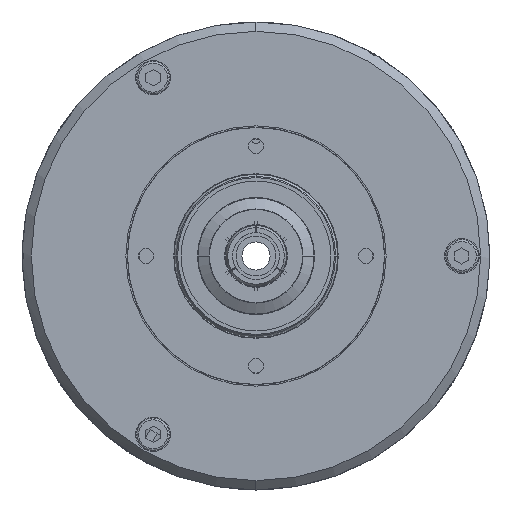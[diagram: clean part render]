
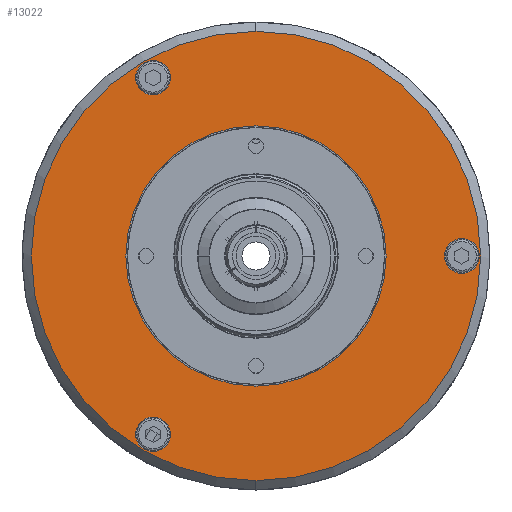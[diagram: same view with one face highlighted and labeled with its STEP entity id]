
A CAD part, left-side view. The second image highlights one B-rep face of the part: STEP entity #13022.
In plain terms, the highlighted planar face has unit normal (-1, 0, 0).
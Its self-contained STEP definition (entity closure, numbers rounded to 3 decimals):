
#817 = DIRECTION ( 'NONE',  ( 0., 0., 1. ) ) ;
#844 = DIRECTION ( 'NONE',  ( 0., 0., 1. ) ) ;
#866 = FACE_BOUND ( 'NONE', #5771, .T. ) ;
#899 = FACE_BOUND ( 'NONE', #5127, .T. ) ;
#916 = DIRECTION ( 'NONE',  ( -1., 0., 0. ) ) ;
#930 = FACE_OUTER_BOUND ( 'NONE', #5866, .T. ) ;
#945 = FACE_BOUND ( 'NONE', #5873, .T. ) ;
#952 = FACE_BOUND ( 'NONE', #5861, .T. ) ;
#1135 = CARTESIAN_POINT ( 'NONE',  ( -239., -44., 0. ) ) ;
#1322 = CARTESIAN_POINT ( 'NONE',  ( -239., 0., 0. ) ) ;
#1340 = DIRECTION ( 'NONE',  ( -1., 0., 0. ) ) ;
#1388 = CARTESIAN_POINT ( 'NONE',  ( -239., 22., -38.105 ) ) ;
#1411 = DIRECTION ( 'NONE',  ( -1., 0., 0. ) ) ;
#1425 = CARTESIAN_POINT ( 'NONE',  ( -239., 22., -38.105 ) ) ;
#1465 = DIRECTION ( 'NONE',  ( -1., 0., 0. ) ) ;
#1467 = CARTESIAN_POINT ( 'NONE',  ( -239., 22., 38.105 ) ) ;
#1483 = DIRECTION ( 'NONE',  ( 0., 0., 1. ) ) ;
#1501 = DIRECTION ( 'NONE',  ( 0., 0., 1. ) ) ;
#1591 = DIRECTION ( 'NONE',  ( 0., 0., 1. ) ) ;
#1594 = DIRECTION ( 'NONE',  ( -1., 0., 0. ) ) ;
#1684 = CARTESIAN_POINT ( 'NONE',  ( -239., 0., 0. ) ) ;
#1723 = DIRECTION ( 'NONE',  ( -1., 0., 0. ) ) ;
#1727 = DIRECTION ( 'NONE',  ( 0., 0., 1. ) ) ;
#1744 = CARTESIAN_POINT ( 'NONE',  ( -239., -44., 0. ) ) ;
#1746 = DIRECTION ( 'NONE',  ( 0., 0., 1. ) ) ;
#1748 = DIRECTION ( 'NONE',  ( -1., 0., 0. ) ) ;
#1767 = DIRECTION ( 'NONE',  ( 0., 0., 1. ) ) ;
#1923 = CARTESIAN_POINT ( 'NONE',  ( -239., 22., 38.105 ) ) ;
#2172 = DIRECTION ( 'NONE',  ( -1., 0., 0. ) ) ;
#5127 = EDGE_LOOP ( 'NONE', ( #14565, #14448 ) ) ;
#5324 = DIRECTION ( 'NONE',  ( 0., 0., -1. ) ) ;
#5328 = CARTESIAN_POINT ( 'NONE',  ( -239., 27.8, 0. ) ) ;
#5334 = DIRECTION ( 'NONE',  ( 1., 0., 0. ) ) ;
#5336 = PLANE ( 'NONE',  #6882 ) ;
#5771 = EDGE_LOOP ( 'NONE', ( #14511, #14358 ) ) ;
#5861 = EDGE_LOOP ( 'NONE', ( #14520, #14363 ) ) ;
#5866 = EDGE_LOOP ( 'NONE', ( #14848, #14223 ) ) ;
#5873 = EDGE_LOOP ( 'NONE', ( #14530, #14486 ) ) ;
#6882 = AXIS2_PLACEMENT_3D ( 'NONE', #5328, #5334, #5324 ) ;
#8080 = DIRECTION ( 'NONE',  ( 0., 0., 1. ) ) ;
#8085 = CARTESIAN_POINT ( 'NONE',  ( -239., 0., 0. ) ) ;
#8086 = DIRECTION ( 'NONE',  ( -1., 0., 0. ) ) ;
#8245 = DIRECTION ( 'NONE',  ( -1., 0., 0. ) ) ;
#8246 = DIRECTION ( 'NONE',  ( 0., 0., 1. ) ) ;
#8357 = CARTESIAN_POINT ( 'NONE',  ( -239., 0., 0. ) ) ;
#10308 = AXIS2_PLACEMENT_3D ( 'NONE', #8357, #8245, #8246 ) ;
#10454 = AXIS2_PLACEMENT_3D ( 'NONE', #8085, #8086, #8080 ) ;
#11037 = CIRCLE ( 'NONE', #18173, 3.7 ) ;
#11042 = CIRCLE ( 'NONE', #17769, 3.7 ) ;
#11094 = CIRCLE ( 'NONE', #18345, 3.7 ) ;
#11164 = CIRCLE ( 'NONE', #17331, 48. ) ;
#11375 = CIRCLE ( 'NONE', #18541, 3.7 ) ;
#11403 = CIRCLE ( 'NONE', #17601, 27.8 ) ;
#11436 = CIRCLE ( 'NONE', #17710, 3.7 ) ;
#12081 = CIRCLE ( 'NONE', #17058, 3.7 ) ;
#12757 = EDGE_CURVE ( 'NONE', #20773, #20804, #11375, .T. ) ;
#12762 = EDGE_CURVE ( 'NONE', #20892, #20816, #11436, .T. ) ;
#12764 = EDGE_CURVE ( 'NONE', #20730, #20815, #11164, .T. ) ;
#12776 = EDGE_CURVE ( 'NONE', #20045, #20732, #11094, .T. ) ;
#12784 = EDGE_CURVE ( 'NONE', #20801, #20889, #11403, .T. ) ;
#12799 = EDGE_CURVE ( 'NONE', #20804, #20773, #12081, .T. ) ;
#12801 = EDGE_CURVE ( 'NONE', #20732, #20045, #11037, .T. ) ;
#12806 = EDGE_CURVE ( 'NONE', #20816, #20892, #11042, .T. ) ;
#13022 = ADVANCED_FACE ( 'NONE', ( #899, #952, #866, #945, #930 ), #5336, .F. ) ;
#14223 = ORIENTED_EDGE ( 'NONE', *, *, #17535, .T. ) ;
#14358 = ORIENTED_EDGE ( 'NONE', *, *, #12762, .F. ) ;
#14363 = ORIENTED_EDGE ( 'NONE', *, *, #12757, .F. ) ;
#14448 = ORIENTED_EDGE ( 'NONE', *, *, #17499, .F. ) ;
#14486 = ORIENTED_EDGE ( 'NONE', *, *, #12776, .F. ) ;
#14511 = ORIENTED_EDGE ( 'NONE', *, *, #12806, .F. ) ;
#14520 = ORIENTED_EDGE ( 'NONE', *, *, #12799, .F. ) ;
#14530 = ORIENTED_EDGE ( 'NONE', *, *, #12801, .F. ) ;
#14565 = ORIENTED_EDGE ( 'NONE', *, *, #12784, .F. ) ;
#14848 = ORIENTED_EDGE ( 'NONE', *, *, #12764, .T. ) ;
#16374 = CIRCLE ( 'NONE', #10308, 27.8 ) ;
#16879 = CIRCLE ( 'NONE', #10454, 48. ) ;
#17058 = AXIS2_PLACEMENT_3D ( 'NONE', #1135, #916, #844 ) ;
#17331 = AXIS2_PLACEMENT_3D ( 'NONE', #1322, #1411, #1501 ) ;
#17499 = EDGE_CURVE ( 'NONE', #20889, #20801, #16374, .T. ) ;
#17535 = EDGE_CURVE ( 'NONE', #20815, #20730, #16879, .T. ) ;
#17601 = AXIS2_PLACEMENT_3D ( 'NONE', #1684, #1594, #1767 ) ;
#17710 = AXIS2_PLACEMENT_3D ( 'NONE', #1467, #1465, #1483 ) ;
#17769 = AXIS2_PLACEMENT_3D ( 'NONE', #1923, #1723, #1727 ) ;
#18173 = AXIS2_PLACEMENT_3D ( 'NONE', #1425, #2172, #817 ) ;
#18345 = AXIS2_PLACEMENT_3D ( 'NONE', #1388, #1340, #1591 ) ;
#18541 = AXIS2_PLACEMENT_3D ( 'NONE', #1744, #1748, #1746 ) ;
#20045 = VERTEX_POINT ( 'NONE', #21593 ) ;
#20730 = VERTEX_POINT ( 'NONE', #21557 ) ;
#20732 = VERTEX_POINT ( 'NONE', #21711 ) ;
#20773 = VERTEX_POINT ( 'NONE', #21271 ) ;
#20801 = VERTEX_POINT ( 'NONE', #22114 ) ;
#20804 = VERTEX_POINT ( 'NONE', #21278 ) ;
#20815 = VERTEX_POINT ( 'NONE', #21394 ) ;
#20816 = VERTEX_POINT ( 'NONE', #21380 ) ;
#20889 = VERTEX_POINT ( 'NONE', #22022 ) ;
#20892 = VERTEX_POINT ( 'NONE', #21793 ) ;
#21271 = CARTESIAN_POINT ( 'NONE',  ( -239., -44., -3.7 ) ) ;
#21278 = CARTESIAN_POINT ( 'NONE',  ( -239., -44., 3.7 ) ) ;
#21380 = CARTESIAN_POINT ( 'NONE',  ( -239., 22., 41.805 ) ) ;
#21394 = CARTESIAN_POINT ( 'NONE',  ( -239., 0., 48. ) ) ;
#21557 = CARTESIAN_POINT ( 'NONE',  ( -239., 0., -48. ) ) ;
#21593 = CARTESIAN_POINT ( 'NONE',  ( -239., 22., -41.805 ) ) ;
#21711 = CARTESIAN_POINT ( 'NONE',  ( -239., 22., -34.405 ) ) ;
#21793 = CARTESIAN_POINT ( 'NONE',  ( -239., 22., 34.405 ) ) ;
#22022 = CARTESIAN_POINT ( 'NONE',  ( -239., 0., -27.8 ) ) ;
#22114 = CARTESIAN_POINT ( 'NONE',  ( -239., 0., 27.8 ) ) ;
